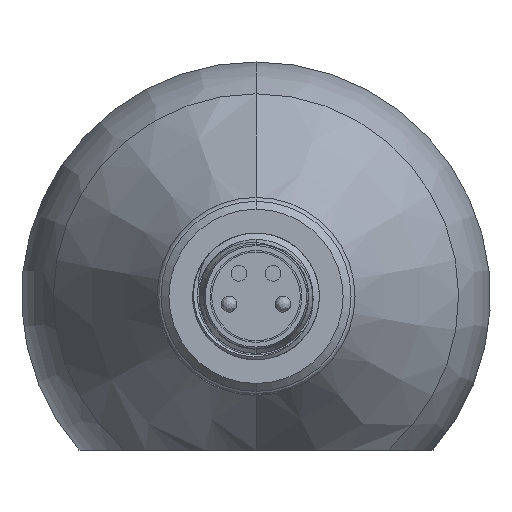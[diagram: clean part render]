
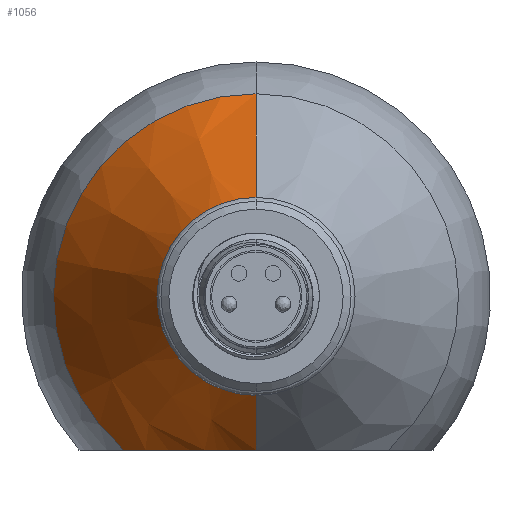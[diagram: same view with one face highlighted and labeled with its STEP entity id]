
A CAD part, front view. The second image highlights one B-rep face of the part: STEP entity #1056.
In plain terms, the highlighted conical face has half-angle 30 degrees and reference radius 14.8 mm.
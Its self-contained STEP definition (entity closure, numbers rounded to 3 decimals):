
#85 = EDGE_CURVE ( 'NONE', #3279, #2524, #1025, .T. ) ;
#159 = CIRCLE ( 'NONE', #372, 12.79 ) ;
#233 = ORIENTED_EDGE ( 'NONE', *, *, #4123, .F. ) ;
#312 = DIRECTION ( 'NONE',  ( 0., 1., 0. ) ) ;
#320 = CARTESIAN_POINT ( 'NONE',  ( -10.181, -238.595, -17.254 ) ) ;
#341 = CARTESIAN_POINT ( 'NONE',  ( -16.156, -235.683, -17.254 ) ) ;
#343 = LINE ( 'NONE', #407, #1064 ) ;
#372 = AXIS2_PLACEMENT_3D ( 'NONE', #1463, #2436, #3451 ) ;
#407 = CARTESIAN_POINT ( 'NONE',  ( -10.181, -229.762, -22.354 ) ) ;
#623 = AXIS2_PLACEMENT_3D ( 'NONE', #2565, #312, #3228 ) ;
#669 = CARTESIAN_POINT ( 'NONE',  ( -14.506, -237.009, -17.254 ) ) ;
#695 = ORIENTED_EDGE ( 'NONE', *, *, #85, .T. ) ;
#798 = CARTESIAN_POINT ( 'NONE',  ( -10.181, -238.595, -17.254 ) ) ;
#909 = ORIENTED_EDGE ( 'NONE', *, *, #4251, .F. ) ;
#1025 = LINE ( 'NONE', #1352, #1461 ) ;
#1051 = CARTESIAN_POINT ( 'NONE',  ( -17.957, -233.876, -17.254 ) ) ;
#1056 = ADVANCED_FACE ( 'NONE', ( #4206 ), #2409, .T. ) ;
#1064 = VECTOR ( 'NONE', #1720, 1000. ) ;
#1112 = CARTESIAN_POINT ( 'NONE',  ( -18.518, -233.242, -17.254 ) ) ;
#1314 = CARTESIAN_POINT ( 'NONE',  ( -10.603, -238.595, -17.254 ) ) ;
#1337 = CARTESIAN_POINT ( 'NONE',  ( -11.857, -238.35, -17.254 ) ) ;
#1352 = CARTESIAN_POINT ( 'NONE',  ( -10.181, -229.762, 7.246 ) ) ;
#1379 = DIRECTION ( 'NONE',  ( 0., 0., 1. ) ) ;
#1461 = VECTOR ( 'NONE', #2971, 1000. ) ;
#1463 = CARTESIAN_POINT ( 'NONE',  ( -10.181, -233.242, -7.554 ) ) ;
#1597 = VERTEX_POINT ( 'NONE', #2290 ) ;
#1720 = DIRECTION ( 'NONE',  ( 0., 0.866, -0.5 ) ) ;
#1873 = B_SPLINE_CURVE_WITH_KNOTS ( 'NONE', 3,
 ( #320, #1314, #2628, #1914, #1337, #3241, #3946, #2305, #2651, #3623, #669, #3301, #341, #2975, #1051, #1112 ),
 .UNSPECIFIED., .F., .F.,
 ( 4, 2, 2, 2, 2, 2, 2, 4 ),
 ( 0.072, 0.073, 0.074, 0.074, 0.076, 0.077, 0.079, 0.082 ),
 .UNSPECIFIED. ) ;
#1898 = CARTESIAN_POINT ( 'NONE',  ( -10.181, -233.242, 5.237 ) ) ;
#1914 = CARTESIAN_POINT ( 'NONE',  ( -11.65, -238.408, -17.254 ) ) ;
#2029 = VERTEX_POINT ( 'NONE', #3205 ) ;
#2135 = EDGE_CURVE ( 'NONE', #2029, #2365, #343, .T. ) ;
#2237 = EDGE_CURVE ( 'NONE', #2524, #1597, #159, .T. ) ;
#2290 = CARTESIAN_POINT ( 'NONE',  ( -18.518, -233.242, -17.254 ) ) ;
#2305 = CARTESIAN_POINT ( 'NONE',  ( -13.046, -237.89, -17.254 ) ) ;
#2365 = VERTEX_POINT ( 'NONE', #798 ) ;
#2409 = CONICAL_SURFACE ( 'NONE', #623, 14.8, 0.524 ) ;
#2436 = DIRECTION ( 'NONE',  ( 0., -1., 0. ) ) ;
#2524 = VERTEX_POINT ( 'NONE', #1898 ) ;
#2565 = CARTESIAN_POINT ( 'NONE',  ( -10.181, -229.762, -7.554 ) ) ;
#2628 = CARTESIAN_POINT ( 'NONE',  ( -11.023, -238.547, -17.254 ) ) ;
#2651 = CARTESIAN_POINT ( 'NONE',  ( -13.424, -237.691, -17.254 ) ) ;
#2681 = EDGE_LOOP ( 'NONE', ( #2869, #909, #695, #3275, #233 ) ) ;
#2869 = ORIENTED_EDGE ( 'NONE', *, *, #2135, .F. ) ;
#2971 = DIRECTION ( 'NONE',  ( 0., 0.866, 0.5 ) ) ;
#2975 = CARTESIAN_POINT ( 'NONE',  ( -17.375, -234.497, -17.254 ) ) ;
#3205 = CARTESIAN_POINT ( 'NONE',  ( -10.181, -245.004, -13.554 ) ) ;
#3228 = DIRECTION ( 'NONE',  ( 0., 0., 1. ) ) ;
#3241 = CARTESIAN_POINT ( 'NONE',  ( -12.262, -238.217, -17.254 ) ) ;
#3255 = CARTESIAN_POINT ( 'NONE',  ( -10.181, -245.004, -1.554 ) ) ;
#3275 = ORIENTED_EDGE ( 'NONE', *, *, #2237, .T. ) ;
#3279 = VERTEX_POINT ( 'NONE', #3255 ) ;
#3301 = CARTESIAN_POINT ( 'NONE',  ( -15.522, -236.246, -17.254 ) ) ;
#3451 = DIRECTION ( 'NONE',  ( 0., 0., 1. ) ) ;
#3623 = CARTESIAN_POINT ( 'NONE',  ( -14.156, -237.249, -17.254 ) ) ;
#3704 = DIRECTION ( 'NONE',  ( 0., -1., 0. ) ) ;
#3858 = AXIS2_PLACEMENT_3D ( 'NONE', #3984, #3704, #1379 ) ;
#3946 = CARTESIAN_POINT ( 'NONE',  ( -12.46, -238.141, -17.254 ) ) ;
#3984 = CARTESIAN_POINT ( 'NONE',  ( -10.181, -245.004, -7.554 ) ) ;
#3985 = CIRCLE ( 'NONE', #3858, 6. ) ;
#4123 = EDGE_CURVE ( 'NONE', #2365, #1597, #1873, .T. ) ;
#4206 = FACE_OUTER_BOUND ( 'NONE', #2681, .T. ) ;
#4251 = EDGE_CURVE ( 'NONE', #3279, #2029, #3985, .T. ) ;
